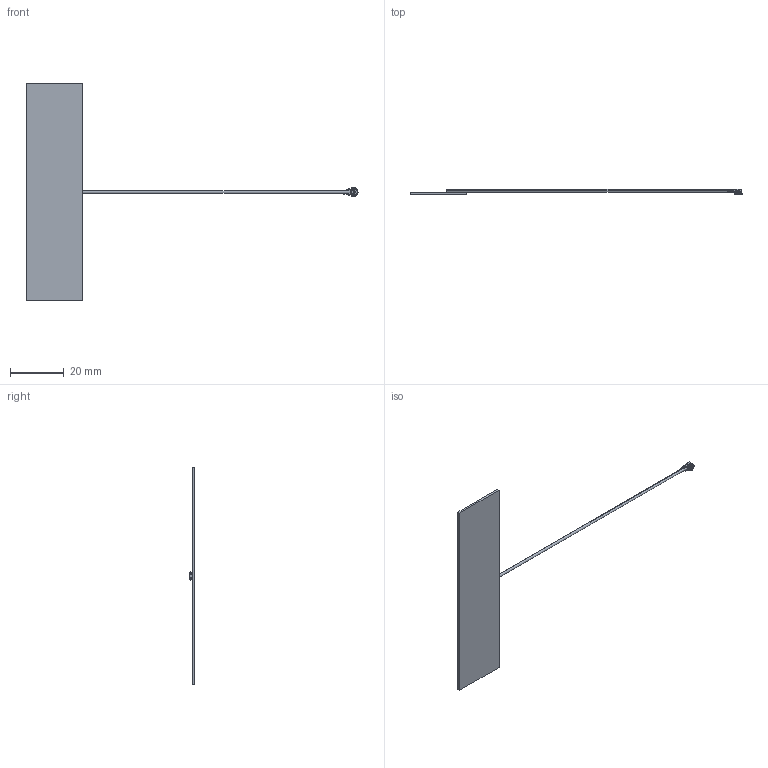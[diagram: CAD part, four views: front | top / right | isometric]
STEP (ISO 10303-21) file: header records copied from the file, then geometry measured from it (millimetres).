
FILE_DESCRIPTION (( 'STEP AP214' ), '1' );
FILE_NAME ('PE51197.step', '2020-06-18T14:13:43', ( '' ), ( '' ), 'SwSTEP 2.0', 'SolidWorks 2018', '' );
FILE_SCHEMA (( 'AUTOMOTIVE_DESIGN' ));
Length unit declared in the file: millimetre
Products named in the file (3): HG821-3PU-100IPEX_PCB W-CABLE; UFL_connector; PE51197
Assembly tree (2 placements, depth 2):
  PE51197
    HG821-3PU-100IPEX_PCB W-CABLE
    UFL_connector
Bounding box: 123.85 x 2.07 x 81 mm (x, y, z)
Volume: 1586.6 mm3; surface area: 4010.3 mm2
Topology: 3 solids, 3 shells, 74 faces, 190 edges, 126 vertices
Faces by surface type: plane 42, cylinder 30, torus 2
Entity records: 3133 total; most frequent: CARTESIAN_POINT 481, DIRECTION 394, ORIENTED_EDGE 380, EDGE_CURVE 190, AXIS2_PLACEMENT_3D 145, VERTEX_POINT 126, VECTOR 104, LINE 104
